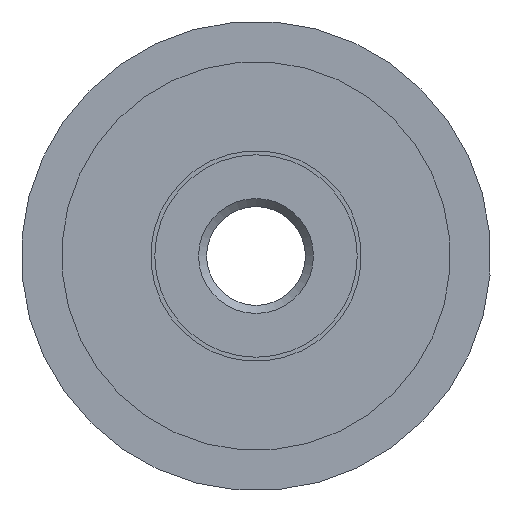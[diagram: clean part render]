
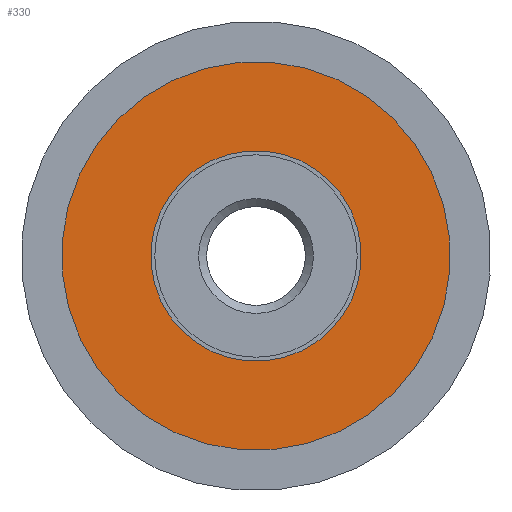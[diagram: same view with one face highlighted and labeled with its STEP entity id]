
A CAD part, left-side view. The second image highlights one B-rep face of the part: STEP entity #330.
In plain terms, the highlighted face is planar.
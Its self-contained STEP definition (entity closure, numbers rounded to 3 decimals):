
#39=FACE_BOUND('',#92,.T.);
#50=PLANE('',#440);
#65=FACE_OUTER_BOUND('',#91,.T.);
#91=EDGE_LOOP('',(#257));
#92=EDGE_LOOP('',(#258));
#147=CIRCLE('',#430,6.5);
#151=CIRCLE('',#438,12.);
#173=VERTEX_POINT('',#618);
#177=VERTEX_POINT('',#632);
#200=EDGE_CURVE('',#173,#173,#147,.T.);
#206=EDGE_CURVE('',#177,#177,#151,.T.);
#257=ORIENTED_EDGE('',*,*,#206,.F.);
#258=ORIENTED_EDGE('',*,*,#200,.T.);
#330=ADVANCED_FACE('',(#65,#39),#50,.F.);
#430=AXIS2_PLACEMENT_3D('',#619,#495,#496);
#438=AXIS2_PLACEMENT_3D('',#633,#513,#514);
#440=AXIS2_PLACEMENT_3D('',#637,#518,#519);
#495=DIRECTION('center_axis',(0.,0.,1.));
#496=DIRECTION('ref_axis',(1.,0.,0.));
#513=DIRECTION('center_axis',(0.,0.,1.));
#514=DIRECTION('ref_axis',(1.,0.,0.));
#518=DIRECTION('center_axis',(0.,0.,1.));
#519=DIRECTION('ref_axis',(1.,0.,0.));
#618=CARTESIAN_POINT('',(-11.999,12.98,-3.));
#619=CARTESIAN_POINT('Origin',(-5.499,12.98,-3.));
#632=CARTESIAN_POINT('',(-17.499,12.98,-3.));
#633=CARTESIAN_POINT('Origin',(-5.499,12.98,-3.));
#637=CARTESIAN_POINT('Origin',(-5.499,12.98,-3.));
